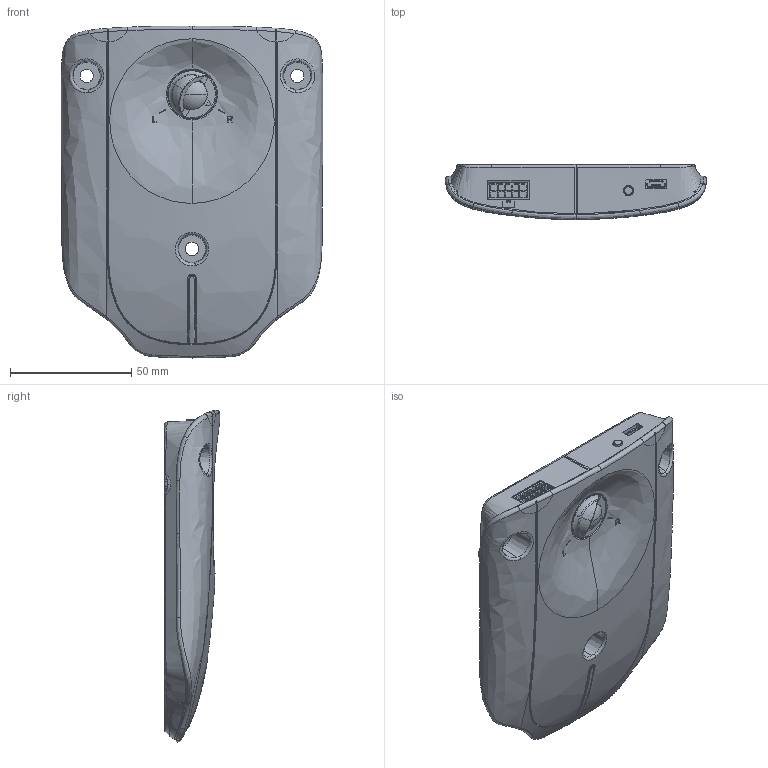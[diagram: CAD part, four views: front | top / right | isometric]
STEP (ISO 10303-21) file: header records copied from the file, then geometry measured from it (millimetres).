
FILE_DESCRIPTION (( 'STEP AP203' ), '1' );
FILE_NAME ('Logiclink.STEP', '2019-02-20T06:10:40', ( 'admin' ), ( 'Hewlett-Packard Company' ), 'SwSTEP 2.0', 'SolidWorks 2018', '' );
FILE_SCHEMA (( 'CONFIG_CONTROL_DESIGN' ));
Products named in the file (1): Logiclink
Bounding box: 108.02 x 22.82 x 137.17 mm (x, y, z)
Volume: 212578.6 mm3; surface area: 36211.2 mm2
Topology: 1 solids, 1 shells, 1228 faces, 3333 edges, 2157 vertices
Faces by surface type: plane 508, bspline 461, cylinder 182, cone 32, torus 29, sphere 16
Entity records: 80754 total; most frequent: CARTESIAN_POINT 55606, ORIENTED_EDGE 6648, EDGE_CURVE 3324, DIRECTION 3018, VERTEX_POINT 2157, B_SPLINE_CURVE_WITH_KNOTS 1938, EDGE_LOOP 1293, FACE_OUTER_BOUND 1228
